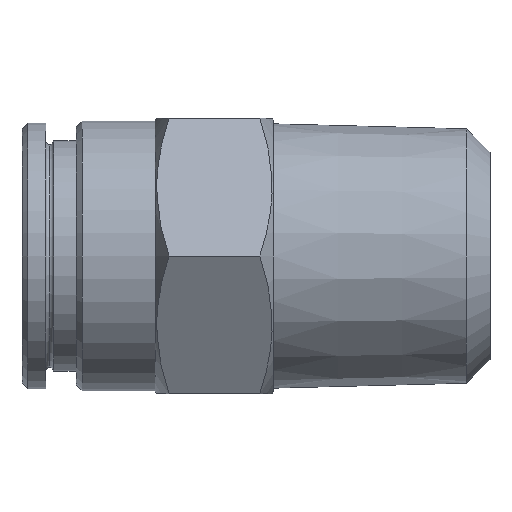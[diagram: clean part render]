
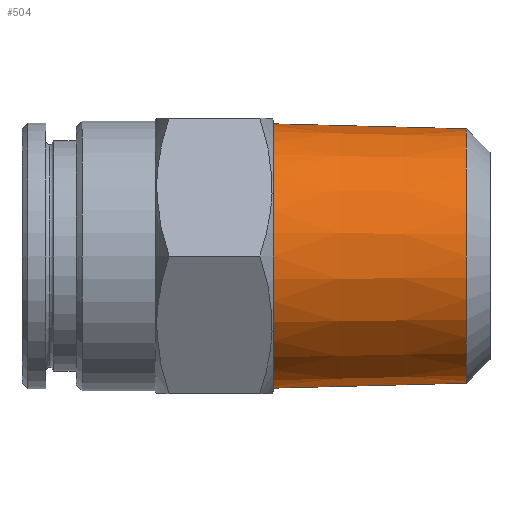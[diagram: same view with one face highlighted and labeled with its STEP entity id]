
A CAD part, left-side view. The second image highlights one B-rep face of the part: STEP entity #504.
In plain terms, the highlighted conical face has half-angle 1.47 degrees and reference radius 6.707 mm.
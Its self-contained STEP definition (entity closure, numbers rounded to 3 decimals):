
#18 = VERTEX_POINT ( 'NONE', #687 ) ;
#19 = VERTEX_POINT ( 'NONE', #704 ) ;
#22 = EDGE_CURVE ( 'NONE', #30, #19, #690, .T. ) ;
#25 = EDGE_CURVE ( 'NONE', #26, #18, #670, .T. ) ;
#26 = VERTEX_POINT ( 'NONE', #711 ) ;
#30 = VERTEX_POINT ( 'NONE', #647 ) ;
#504 = ADVANCED_FACE ( 'NONE', ( #1660 ), #1683, .T. ) ;
#505 = ORIENTED_EDGE ( 'NONE', *, *, #22, .F. ) ;
#506 = ORIENTED_EDGE ( 'NONE', *, *, #536, .F. ) ;
#507 = ORIENTED_EDGE ( 'NONE', *, *, #25, .T. ) ;
#536 = EDGE_CURVE ( 'NONE', #26, #30, #1647, .T. ) ;
#537 = EDGE_LOOP ( 'NONE', ( #505, #506, #507, #1450 ) ) ;
#539 = EDGE_CURVE ( 'NONE', #18, #19, #1629, .T. ) ;
#647 = CARTESIAN_POINT ( 'NONE',  ( 0., 1.2, -6.455 ) ) ;
#659 = DIRECTION ( 'NONE',  ( 0., 1., -0.026 ) ) ;
#662 = VECTOR ( 'NONE', #659, 1000. ) ;
#669 = CARTESIAN_POINT ( 'NONE',  ( 0., 11., 6.707 ) ) ;
#670 = LINE ( 'NONE', #669, #691 ) ;
#687 = CARTESIAN_POINT ( 'NONE',  ( 0., 11., 6.707 ) ) ;
#689 = CARTESIAN_POINT ( 'NONE',  ( 0., 11., -6.707 ) ) ;
#690 = LINE ( 'NONE', #689, #662 ) ;
#691 = VECTOR ( 'NONE', #712, 1000. ) ;
#704 = CARTESIAN_POINT ( 'NONE',  ( 0., 11., -6.707 ) ) ;
#711 = CARTESIAN_POINT ( 'NONE',  ( 0., 1.2, 6.455 ) ) ;
#712 = DIRECTION ( 'NONE',  ( 0., 1., 0.026 ) ) ;
#1450 = ORIENTED_EDGE ( 'NONE', *, *, #539, .T. ) ;
#1606 = DIRECTION ( 'NONE',  ( 0., 0., 1. ) ) ;
#1625 = DIRECTION ( 'NONE',  ( 0., 0., -1. ) ) ;
#1626 = DIRECTION ( 'NONE',  ( 0., -1., 0. ) ) ;
#1627 = CARTESIAN_POINT ( 'NONE',  ( 0., 11., 0. ) ) ;
#1628 = AXIS2_PLACEMENT_3D ( 'NONE', #1627, #1626, #1625 ) ;
#1629 = CIRCLE ( 'NONE', #1628, 6.707 ) ;
#1643 = DIRECTION ( 'NONE',  ( 0., 0., -1. ) ) ;
#1644 = DIRECTION ( 'NONE',  ( 0., -1., 0. ) ) ;
#1645 = CARTESIAN_POINT ( 'NONE',  ( 0., 1.2, 0. ) ) ;
#1646 = AXIS2_PLACEMENT_3D ( 'NONE', #1645, #1644, #1643 ) ;
#1647 = CIRCLE ( 'NONE', #1646, 6.455 ) ;
#1657 = AXIS2_PLACEMENT_3D ( 'NONE', #1659, #1658, #1606 ) ;
#1658 = DIRECTION ( 'NONE',  ( 0., 1., 0. ) ) ;
#1659 = CARTESIAN_POINT ( 'NONE',  ( 0., 11., 0. ) ) ;
#1660 = FACE_OUTER_BOUND ( 'NONE', #537, .T. ) ;
#1683 = CONICAL_SURFACE ( 'NONE', #1657, 6.707, 0.026 ) ;
